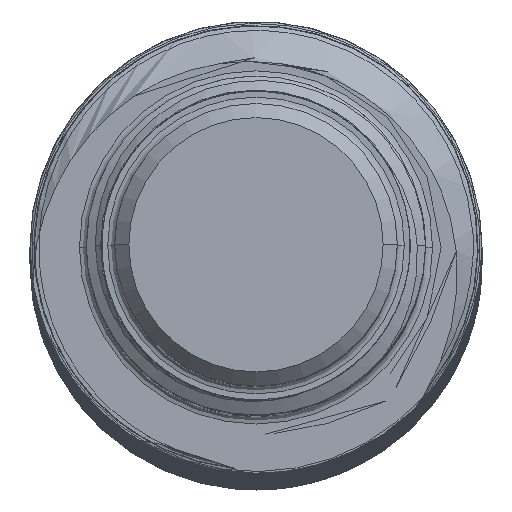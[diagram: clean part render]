
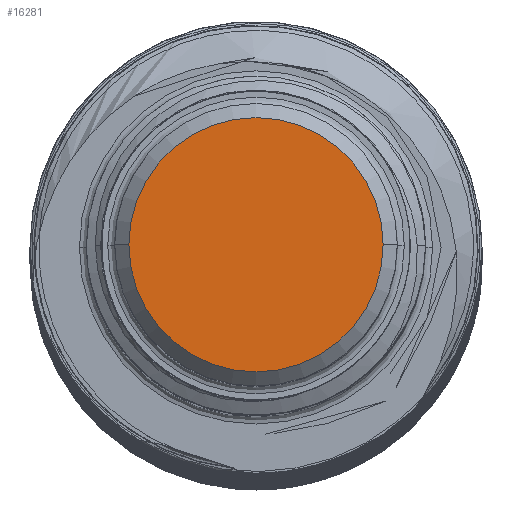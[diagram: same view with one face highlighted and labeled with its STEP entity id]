
A CAD part, top view. The second image highlights one B-rep face of the part: STEP entity #16281.
In plain terms, the highlighted planar face has unit normal (0, 0, 1).
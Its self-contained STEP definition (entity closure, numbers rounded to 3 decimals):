
#3990 = DIRECTION ( 'NONE',  ( 0., 0., 1. ) ) ;
#5661 = AXIS2_PLACEMENT_3D ( 'NONE', #39516, #11366, #44202 ) ;
#8495 = CARTESIAN_POINT ( 'NONE',  ( 0., 0., 0. ) ) ;
#11148 = CIRCLE ( 'NONE', #5661, 4.5 ) ;
#11366 = DIRECTION ( 'NONE',  ( 0., 0., 1. ) ) ;
#13944 = DIRECTION ( 'NONE',  ( 0., 0., 1. ) ) ;
#16281 = ADVANCED_FACE ( 'NONE', ( #16612 ), #60191, .T. ) ;
#16612 = FACE_OUTER_BOUND ( 'NONE', #35486, .T. ) ;
#17633 = CARTESIAN_POINT ( 'NONE',  ( -4.5, 0., 0. ) ) ;
#24853 = CARTESIAN_POINT ( 'NONE',  ( 4.5, 0., 0. ) ) ;
#27684 = AXIS2_PLACEMENT_3D ( 'NONE', #8495, #3990, #36848 ) ;
#28212 = VERTEX_POINT ( 'NONE', #17633 ) ;
#31429 = CIRCLE ( 'NONE', #59721, 4.5 ) ;
#33767 = EDGE_CURVE ( 'NONE', #37848, #28212, #31429, .T. ) ;
#35486 = EDGE_LOOP ( 'NONE', ( #45808, #59295 ) ) ;
#36848 = DIRECTION ( 'NONE',  ( 1., 0., 0. ) ) ;
#37848 = VERTEX_POINT ( 'NONE', #24853 ) ;
#39516 = CARTESIAN_POINT ( 'NONE',  ( 0., 0., 0. ) ) ;
#42075 = CARTESIAN_POINT ( 'NONE',  ( 0., 0., 0. ) ) ;
#44202 = DIRECTION ( 'NONE',  ( 1., 0., 0. ) ) ;
#45808 = ORIENTED_EDGE ( 'NONE', *, *, #57536, .T. ) ;
#46783 = DIRECTION ( 'NONE',  ( 1., 0., 0. ) ) ;
#57536 = EDGE_CURVE ( 'NONE', #28212, #37848, #11148, .T. ) ;
#59295 = ORIENTED_EDGE ( 'NONE', *, *, #33767, .T. ) ;
#59721 = AXIS2_PLACEMENT_3D ( 'NONE', #42075, #13944, #46783 ) ;
#60191 = PLANE ( 'NONE',  #27684 ) ;
